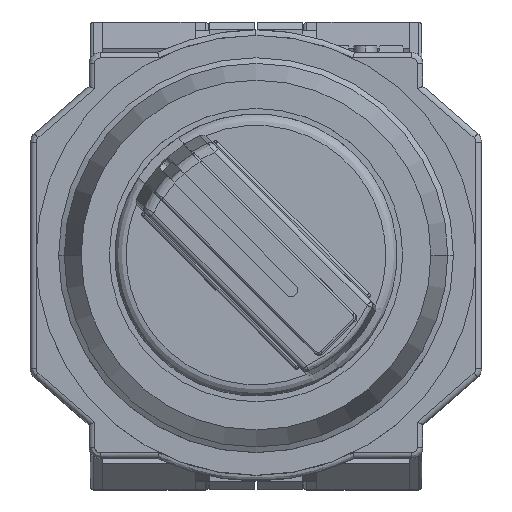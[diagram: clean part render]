
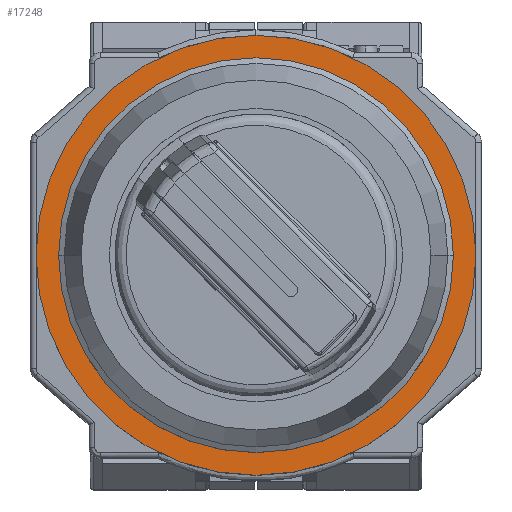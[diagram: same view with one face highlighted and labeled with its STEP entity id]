
A CAD part, top view. The second image highlights one B-rep face of the part: STEP entity #17248.
In plain terms, the highlighted planar face has unit normal (0, 0, 1).
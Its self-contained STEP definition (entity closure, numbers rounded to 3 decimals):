
#19 = AXIS2_PLACEMENT_3D ( 'NONE', #1527, #17319, #15299 ) ;
#183 = ORIENTED_EDGE ( 'NONE', *, *, #2762, .T. ) ;
#273 = DIRECTION ( 'NONE',  ( -1., 0., 0. ) ) ;
#569 = AXIS2_PLACEMENT_3D ( 'NONE', #8150, #6129, #4099 ) ;
#1526 = CARTESIAN_POINT ( 'NONE',  ( 14.75, 0., 1.5 ) ) ;
#1527 = CARTESIAN_POINT ( 'NONE',  ( 0., 0., 1.5 ) ) ;
#1793 = DIRECTION ( 'NONE',  ( 1., 0., 0. ) ) ;
#1866 = CIRCLE ( 'NONE', #11900, 19.5 ) ;
#2065 = VERTEX_POINT ( 'NONE', #17460 ) ;
#2321 = DIRECTION ( 'NONE',  ( 0., 0., 1. ) ) ;
#2762 = EDGE_CURVE ( 'NONE', #10615, #2065, #1866, .T. ) ;
#3610 = ORIENTED_EDGE ( 'NONE', *, *, #7234, .F. ) ;
#3839 = DIRECTION ( 'NONE',  ( 0., 0., 1. ) ) ;
#4099 = DIRECTION ( 'NONE',  ( -1., 0., 0. ) ) ;
#4135 = FACE_OUTER_BOUND ( 'NONE', #9863, .T. ) ;
#4238 = CIRCLE ( 'NONE', #19, 14.75 ) ;
#4390 = CARTESIAN_POINT ( 'NONE',  ( 0., 0., 1.5 ) ) ;
#4654 = FACE_BOUND ( 'NONE', #11732, .T. ) ;
#5118 = VERTEX_POINT ( 'NONE', #19022 ) ;
#5894 = CARTESIAN_POINT ( 'NONE',  ( -19.734, -19.734, 1.5 ) ) ;
#6129 = DIRECTION ( 'NONE',  ( 0., 0., 1. ) ) ;
#6178 = AXIS2_PLACEMENT_3D ( 'NONE', #5894, #3839, #1793 ) ;
#6605 = EDGE_CURVE ( 'NONE', #2065, #10615, #6797, .T. ) ;
#6797 = CIRCLE ( 'NONE', #18547, 19.5 ) ;
#7234 = EDGE_CURVE ( 'NONE', #5118, #12203, #14529, .T. ) ;
#7914 = PLANE ( 'NONE',  #6178 ) ;
#8150 = CARTESIAN_POINT ( 'NONE',  ( 0., 0., 1.5 ) ) ;
#9863 = EDGE_LOOP ( 'NONE', ( #183, #17755 ) ) ;
#10615 = VERTEX_POINT ( 'NONE', #15618 ) ;
#11173 = DIRECTION ( 'NONE',  ( -1., 0., 0. ) ) ;
#11732 = EDGE_LOOP ( 'NONE', ( #3610, #14615 ) ) ;
#11900 = AXIS2_PLACEMENT_3D ( 'NONE', #4390, #2321, #273 ) ;
#12203 = VERTEX_POINT ( 'NONE', #1526 ) ;
#13231 = DIRECTION ( 'NONE',  ( 0., 0., 1. ) ) ;
#14529 = CIRCLE ( 'NONE', #569, 14.75 ) ;
#14615 = ORIENTED_EDGE ( 'NONE', *, *, #17956, .F. ) ;
#15258 = CARTESIAN_POINT ( 'NONE',  ( 0., 0., 1.5 ) ) ;
#15299 = DIRECTION ( 'NONE',  ( -1., 0., 0. ) ) ;
#15618 = CARTESIAN_POINT ( 'NONE',  ( -19.5, 0., 1.5 ) ) ;
#17248 = ADVANCED_FACE ( 'NONE', ( #4654, #4135 ), #7914, .T. ) ;
#17319 = DIRECTION ( 'NONE',  ( 0., 0., 1. ) ) ;
#17460 = CARTESIAN_POINT ( 'NONE',  ( 19.5, 0., 1.5 ) ) ;
#17755 = ORIENTED_EDGE ( 'NONE', *, *, #6605, .T. ) ;
#17956 = EDGE_CURVE ( 'NONE', #12203, #5118, #4238, .T. ) ;
#18547 = AXIS2_PLACEMENT_3D ( 'NONE', #15258, #13231, #11173 ) ;
#19022 = CARTESIAN_POINT ( 'NONE',  ( -14.75, 0., 1.5 ) ) ;
